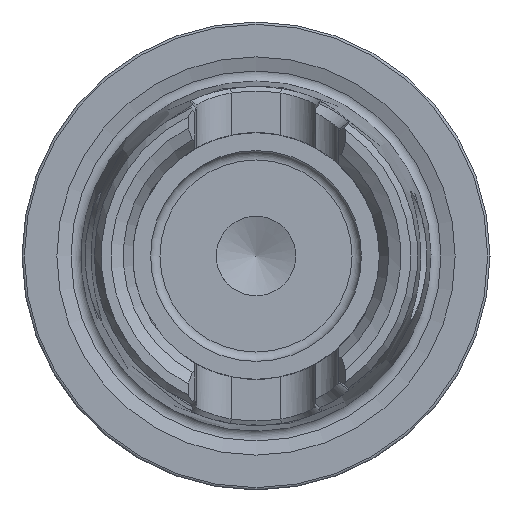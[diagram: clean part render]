
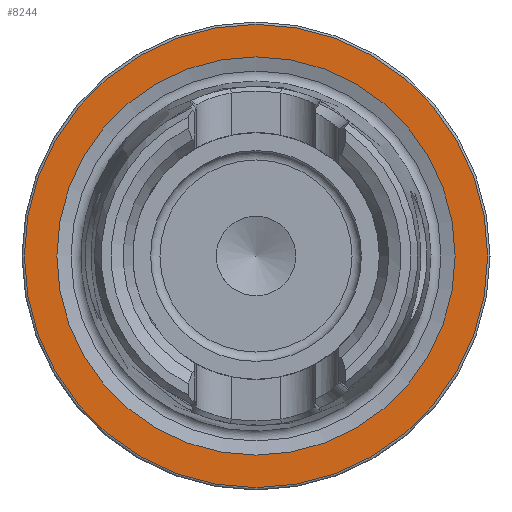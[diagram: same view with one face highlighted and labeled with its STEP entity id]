
A CAD part, left-side view. The second image highlights one B-rep face of the part: STEP entity #8244.
In plain terms, the highlighted planar face has unit normal (-1, 0, 0).
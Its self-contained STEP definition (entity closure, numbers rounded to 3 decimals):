
#516 = DIRECTION ( 'NONE',  ( 0., 0., 1. ) ) ;
#808 = CARTESIAN_POINT ( 'NONE',  ( -86., 0., 0. ) ) ;
#3153 = VERTEX_POINT ( 'NONE', #3588 ) ;
#3202 = DIRECTION ( 'NONE',  ( 0., 0., -1. ) ) ;
#3588 = CARTESIAN_POINT ( 'NONE',  ( -86., 0., 19.775 ) ) ;
#3747 = EDGE_LOOP ( 'NONE', ( #16256 ) ) ;
#4966 = PLANE ( 'NONE',  #8291 ) ;
#8244 = ADVANCED_FACE ( 'NONE', ( #11989, #8295 ), #4966, .F. ) ;
#8291 = AXIS2_PLACEMENT_3D ( 'NONE', #21448, #12280, #3202 ) ;
#8295 = FACE_OUTER_BOUND ( 'NONE', #14772, .T. ) ;
#9805 = DIRECTION ( 'NONE',  ( -1., 0., 0. ) ) ;
#9920 = CIRCLE ( 'NONE', #10274, 17. ) ;
#10003 = CIRCLE ( 'NONE', #17090, 19.775 ) ;
#10274 = AXIS2_PLACEMENT_3D ( 'NONE', #20678, #11415, #516 ) ;
#11415 = DIRECTION ( 'NONE',  ( -1., 0., 0. ) ) ;
#11989 = FACE_BOUND ( 'NONE', #3747, .T. ) ;
#12280 = DIRECTION ( 'NONE',  ( 1., 0., 0. ) ) ;
#12971 = CARTESIAN_POINT ( 'NONE',  ( -86., 0., 17. ) ) ;
#14772 = EDGE_LOOP ( 'NONE', ( #18117 ) ) ;
#14856 = VERTEX_POINT ( 'NONE', #12971 ) ;
#16256 = ORIENTED_EDGE ( 'NONE', *, *, #21268, .F. ) ;
#17090 = AXIS2_PLACEMENT_3D ( 'NONE', #808, #9805, #20968 ) ;
#18117 = ORIENTED_EDGE ( 'NONE', *, *, #22698, .T. ) ;
#20678 = CARTESIAN_POINT ( 'NONE',  ( -86., 0., 0. ) ) ;
#20968 = DIRECTION ( 'NONE',  ( 0., 0., 1. ) ) ;
#21268 = EDGE_CURVE ( 'NONE', #14856, #14856, #9920, .T. ) ;
#21448 = CARTESIAN_POINT ( 'NONE',  ( -86., 19.775, 0. ) ) ;
#22698 = EDGE_CURVE ( 'NONE', #3153, #3153, #10003, .T. ) ;
